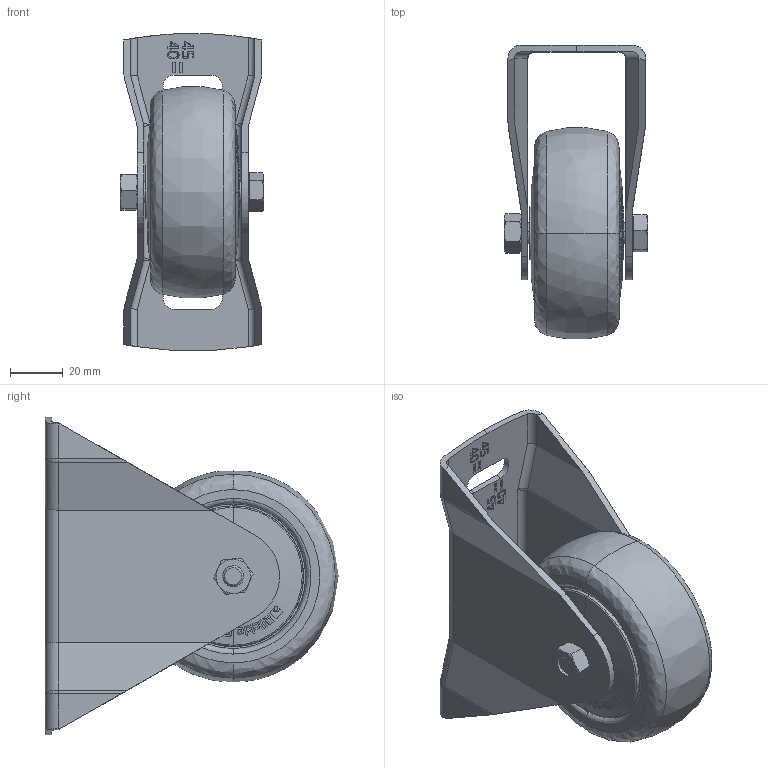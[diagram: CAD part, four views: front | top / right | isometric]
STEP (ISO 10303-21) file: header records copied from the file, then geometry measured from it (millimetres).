
FILE_DESCRIPTION (( 'STEP AP214' ), '1' );
FILE_NAME ('Accessories for aluminium profiles098F080T4045NESD.step', '2016-10-19T16:58:00', ( '' ), ( '' ), 'SwSTEP 2.0', 'SolidWorks 2016', '' );
FILE_SCHEMA (( 'AUTOMOTIVE_DESIGN' ));
Length unit declared in the file: millimetre
Products named in the file (5): TPA_80_8K-ELS-FK_613687-214_selction no pls; 098F4045R u.Tab_098F0804045; 4DIN934M08M; 4DIN931M08048MS01; Accessories for aluminium profiles098F080T4045NESD
Assembly tree (4 placements, depth 2):
  Accessories for aluminium profiles098F080T4045NESD
    4DIN931M08048MS01
    4DIN934M08M
    098F4045R u.Tab_098F0804045
    TPA_80_8K-ELS-FK_613687-214_selction no pls
Bounding box: 54.2 x 110.83 x 119.82 mm (x, y, z)
Volume: 198043.9 mm3; surface area: 55451.4 mm2
Topology: 4 solids, 4 shells, 818 faces, 2133 edges, 1387 vertices
Faces by surface type: plane 428, bspline 246, cone 81, cylinder 59, sphere 4
Entity records: 46403 total; most frequent: CARTESIAN_POINT 23047, ORIENTED_EDGE 4250, DIRECTION 2430, EDGE_CURVE 2125, VERTEX_POINT 1387, B_SPLINE_CURVE_WITH_KNOTS 974, LINE 942, VECTOR 942
